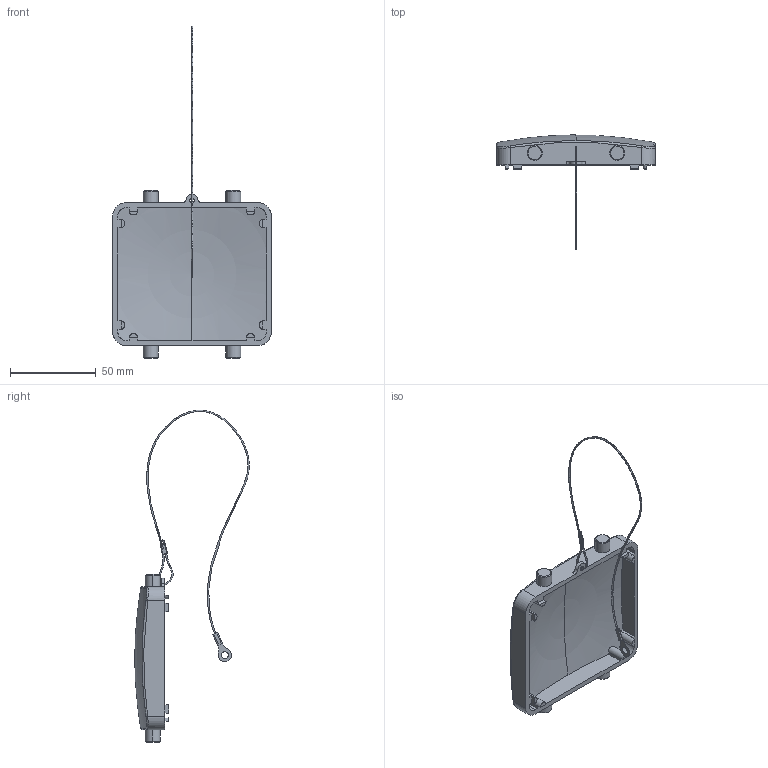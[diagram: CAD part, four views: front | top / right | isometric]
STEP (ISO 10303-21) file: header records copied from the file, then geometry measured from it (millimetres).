
FILE_DESCRIPTION (( 'STEP AP214' ), '1' );
FILE_NAME ('ZP-MC32B-2-DCVPM.step', '2015-08-12T18:09:22', ( '' ), ( '' ), 'SwSTEP 2.0', 'SolidWorks 2014', '' );
FILE_SCHEMA (( 'AUTOMOTIVE_DESIGN' ));
Length unit declared in the file: millimetre
Products named in the file (1): ZP-MC32B-2-DCVPM
Bounding box: 92.25 x 66.69 x 193.06 mm (x, y, z)
Volume: 35979.7 mm3; surface area: 25199.6 mm2
Topology: 4 solids, 4 shells, 139 faces, 365 edges, 234 vertices
Faces by surface type: plane 73, cylinder 42, bspline 12, cone 8, torus 4
Entity records: 7398 total; most frequent: CARTESIAN_POINT 2911, ORIENTED_EDGE 722, DIRECTION 653, EDGE_CURVE 361, AXIS2_PLACEMENT_3D 234, VERTEX_POINT 234, VECTOR 185, LINE 185
